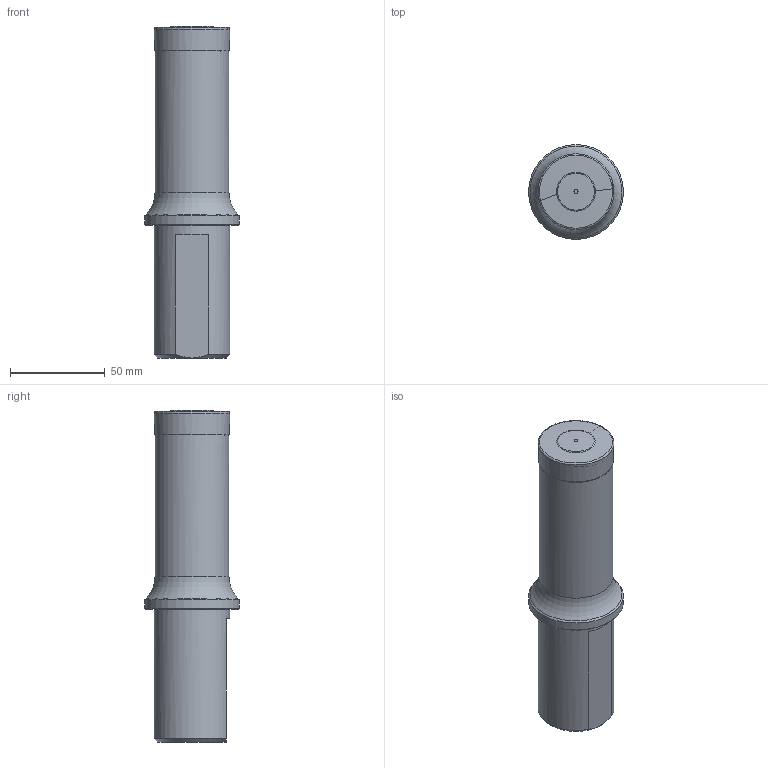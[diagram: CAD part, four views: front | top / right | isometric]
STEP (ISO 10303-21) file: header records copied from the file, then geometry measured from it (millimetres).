
FILE_DESCRIPTION(/* description */ (''),/* implementation_level */ '2;1');
FILE_NAME(/* name */ '802D_40_80_S40_115017926ndi000_00_SIM.stp',/* time_stamp */ '2020-05-06T07:43:26+02:00',/* author */ (''),/* organization */ (''),/* preprocessor_version */ 'ST-DEVELOPER v16.7',/* originating_system */ 'SIEMENS PLM Software NX 12.0',/* authorisation */ '');
FILE_SCHEMA (('AUTOMOTIVE_DESIGN { 1 0 10303 214 3 1 1 1 }'));
Length unit declared in the file: millimetre
Products named in the file (1): wq703B9C3CF7w6wy
Bounding box: 50 x 50 x 175 mm (x, y, z)
Volume: 226946 mm3; surface area: 32493.3 mm2
Topology: 2 solids, 2 shells, 29 faces, 62 edges, 38 vertices
Faces by surface type: plane 10, cone 8, revolution 5, cylinder 5, torus 1
Full cylindrical faces by diameter (mm): 5 x2, 39 x1, 40 x1, 50 x1
Entity records: 731 total; most frequent: CARTESIAN_POINT 166, DIRECTION 115, ORIENTED_EDGE 72, AXIS2_PLACEMENT_3D 51, EDGE_LOOP 48, FACE_BOUND 41, EDGE_CURVE 36, VERTEX_POINT 32
